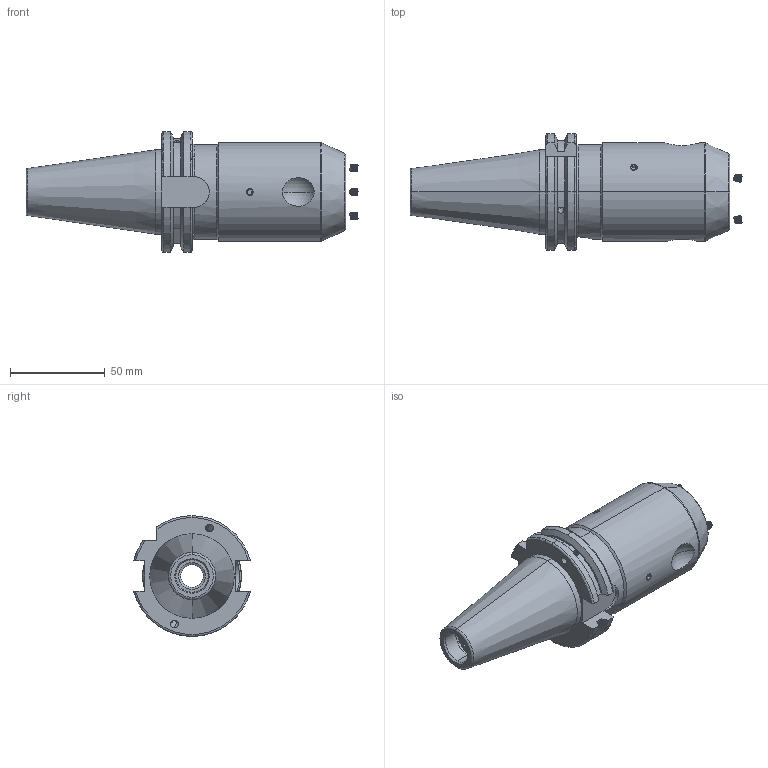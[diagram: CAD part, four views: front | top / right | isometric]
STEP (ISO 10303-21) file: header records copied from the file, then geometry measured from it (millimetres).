
FILE_DESCRIPTION (( 'STEP AP203' ), '1' );
FILE_NAME ('91406-WK220100.STEP', '2017-01-05T12:37:30', ( '' ), ( '' ), 'SwSTEP 2.0', 'SolidWorks 2009', '' );
FILE_SCHEMA (( 'CONFIG_CONTROL_DESIGN' ));
Length unit declared in the file: millimetre
Products named in the file (4): SK400EK20100FWW; GS-M4X4_DIN 913 - M4 x 10-N; 91406-WK220100; M16X16_ISO 4026 - M16 x 10-N
Assembly tree (10 placements, depth 2):
  91406-WK220100
    GS-M4X4_DIN 913 - M4 x 10-N  x8
    M16X16_ISO 4026 - M16 x 10-N
    SK400EK20100FWW
Bounding box: 174.84 x 61.48 x 63.55 mm (x, y, z)
Volume: 240346 mm3; surface area: 42441 mm2
Topology: 10 solids, 10 shells, 529 faces, 1343 edges, 852 vertices
Faces by surface type: cone 250, cylinder 135, plane 119, torus 19, bspline 4, sphere 2
Entity records: 7636 total; most frequent: CARTESIAN_POINT 2199, DIRECTION 1040, ORIENTED_EDGE 1006, EDGE_CURVE 503, AXIS2_PLACEMENT_3D 419, VERTEX_POINT 320, EDGE_LOOP 235, CIRCLE 210
